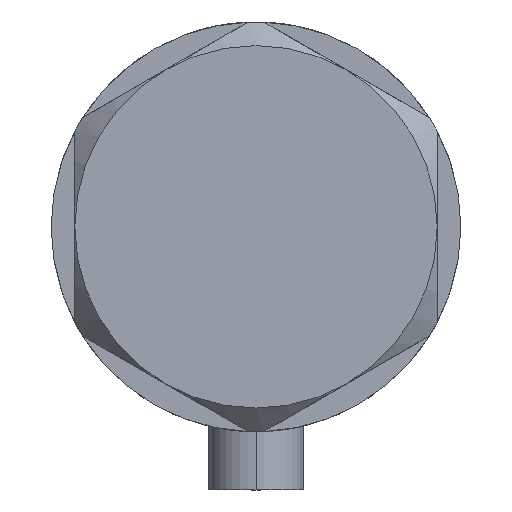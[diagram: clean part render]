
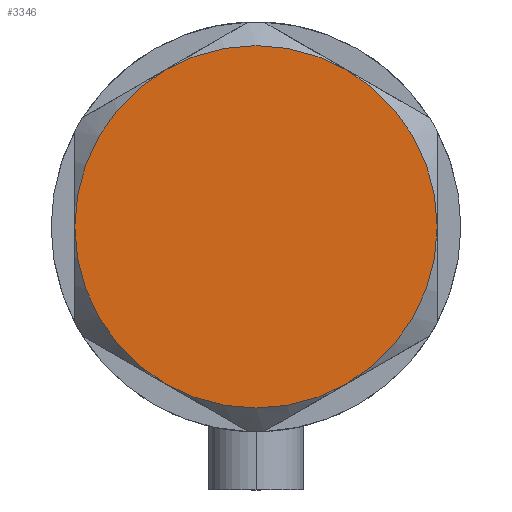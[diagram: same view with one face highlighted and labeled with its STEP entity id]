
A CAD part, left-side view. The second image highlights one B-rep face of the part: STEP entity #3346.
In plain terms, the highlighted face is planar.
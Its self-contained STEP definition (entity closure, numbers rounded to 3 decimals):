
#51 = DIRECTION ( 'NONE',  ( 0., 0., 1. ) ) ;
#56 = CIRCLE ( 'NONE', #2577, 23. ) ;
#80 = DIRECTION ( 'NONE',  ( 1., 0., 0. ) ) ;
#107 = ORIENTED_EDGE ( 'NONE', *, *, #3842, .T. ) ;
#198 = VERTEX_POINT ( 'NONE', #2006 ) ;
#430 = ORIENTED_EDGE ( 'NONE', *, *, #2956, .T. ) ;
#457 = AXIS2_PLACEMENT_3D ( 'NONE', #1693, #3275, #565 ) ;
#501 = EDGE_LOOP ( 'NONE', ( #4531, #1272, #107, #430, #733, #1449 ) ) ;
#519 = VERTEX_POINT ( 'NONE', #1599 ) ;
#525 = DIRECTION ( 'NONE',  ( 1., 0., 0. ) ) ;
#565 = DIRECTION ( 'NONE',  ( 1., 0., 0. ) ) ;
#681 = VERTEX_POINT ( 'NONE', #2729 ) ;
#733 = ORIENTED_EDGE ( 'NONE', *, *, #2272, .T. ) ;
#801 = CIRCLE ( 'NONE', #4250, 23. ) ;
#894 = VERTEX_POINT ( 'NONE', #1771 ) ;
#957 = EDGE_CURVE ( 'NONE', #519, #198, #5001, .T. ) ;
#1050 = AXIS2_PLACEMENT_3D ( 'NONE', #2256, #5014, #3833 ) ;
#1248 = DIRECTION ( 'NONE',  ( 0., 0., 1. ) ) ;
#1272 = ORIENTED_EDGE ( 'NONE', *, *, #3943, .T. ) ;
#1273 = PLANE ( 'NONE',  #3320 ) ;
#1449 = ORIENTED_EDGE ( 'NONE', *, *, #2130, .T. ) ;
#1599 = CARTESIAN_POINT ( 'NONE',  ( 11.5, -19.919, 9. ) ) ;
#1693 = CARTESIAN_POINT ( 'NONE',  ( 0., 0., 9. ) ) ;
#1702 = DIRECTION ( 'NONE',  ( 1., 0., 0. ) ) ;
#1771 = CARTESIAN_POINT ( 'NONE',  ( 11.5, 19.919, 9. ) ) ;
#1888 = CIRCLE ( 'NONE', #2556, 23. ) ;
#1899 = AXIS2_PLACEMENT_3D ( 'NONE', #3396, #2081, #2507 ) ;
#2006 = CARTESIAN_POINT ( 'NONE',  ( 23., 0., 9. ) ) ;
#2081 = DIRECTION ( 'NONE',  ( 0., 0., 1. ) ) ;
#2130 = EDGE_CURVE ( 'NONE', #681, #519, #56, .T. ) ;
#2256 = CARTESIAN_POINT ( 'NONE',  ( 0., 0., 9. ) ) ;
#2272 = EDGE_CURVE ( 'NONE', #4129, #681, #1888, .T. ) ;
#2486 = CARTESIAN_POINT ( 'NONE',  ( 0., 0., 9. ) ) ;
#2507 = DIRECTION ( 'NONE',  ( 1., 0., 0. ) ) ;
#2556 = AXIS2_PLACEMENT_3D ( 'NONE', #4562, #4517, #1702 ) ;
#2577 = AXIS2_PLACEMENT_3D ( 'NONE', #4045, #51, #80 ) ;
#2729 = CARTESIAN_POINT ( 'NONE',  ( -11.5, -19.919, 9. ) ) ;
#2928 = FACE_OUTER_BOUND ( 'NONE', #501, .T. ) ;
#2956 = EDGE_CURVE ( 'NONE', #3056, #4129, #4324, .T. ) ;
#3056 = VERTEX_POINT ( 'NONE', #3878 ) ;
#3275 = DIRECTION ( 'NONE',  ( 0., 0., 1. ) ) ;
#3320 = AXIS2_PLACEMENT_3D ( 'NONE', #2486, #1248, #525 ) ;
#3346 = ADVANCED_FACE ( 'NONE', ( #2928 ), #1273, .T. ) ;
#3396 = CARTESIAN_POINT ( 'NONE',  ( 0., 0., 9. ) ) ;
#3452 = CARTESIAN_POINT ( 'NONE',  ( 0., 0., 9. ) ) ;
#3833 = DIRECTION ( 'NONE',  ( 1., 0., 0. ) ) ;
#3840 = DIRECTION ( 'NONE',  ( 1., 0., 0. ) ) ;
#3842 = EDGE_CURVE ( 'NONE', #894, #3056, #4495, .T. ) ;
#3878 = CARTESIAN_POINT ( 'NONE',  ( -11.5, 19.919, 9. ) ) ;
#3943 = EDGE_CURVE ( 'NONE', #198, #894, #801, .T. ) ;
#4045 = CARTESIAN_POINT ( 'NONE',  ( 0., 0., 9. ) ) ;
#4129 = VERTEX_POINT ( 'NONE', #5142 ) ;
#4250 = AXIS2_PLACEMENT_3D ( 'NONE', #3452, #4642, #3840 ) ;
#4324 = CIRCLE ( 'NONE', #1050, 23. ) ;
#4495 = CIRCLE ( 'NONE', #1899, 23. ) ;
#4517 = DIRECTION ( 'NONE',  ( 0., 0., 1. ) ) ;
#4531 = ORIENTED_EDGE ( 'NONE', *, *, #957, .T. ) ;
#4562 = CARTESIAN_POINT ( 'NONE',  ( 0., 0., 9. ) ) ;
#4642 = DIRECTION ( 'NONE',  ( 0., 0., 1. ) ) ;
#5001 = CIRCLE ( 'NONE', #457, 23. ) ;
#5014 = DIRECTION ( 'NONE',  ( 0., 0., 1. ) ) ;
#5142 = CARTESIAN_POINT ( 'NONE',  ( -23., 0., 9. ) ) ;
